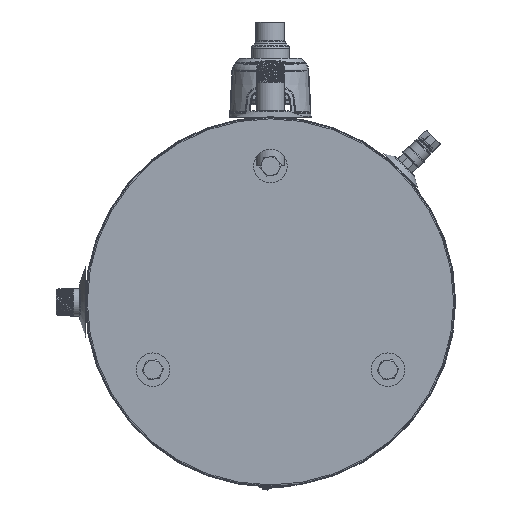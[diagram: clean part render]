
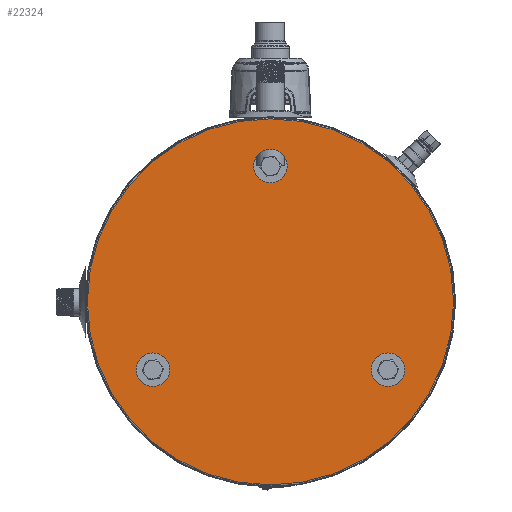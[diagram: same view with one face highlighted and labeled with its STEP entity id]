
A CAD part, front view. The second image highlights one B-rep face of the part: STEP entity #22324.
In plain terms, the highlighted planar face has unit normal (0, -1, 0).
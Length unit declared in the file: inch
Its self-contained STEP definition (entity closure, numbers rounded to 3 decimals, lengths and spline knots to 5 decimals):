
#2154 = DIRECTION ( 'NONE',  ( 0., 1., 0. ) ) ;
#3758 = CIRCLE ( 'NONE', #21611, 1. ) ;
#4151 = ORIENTED_EDGE ( 'NONE', *, *, #80195, .T. ) ;
#8415 = CARTESIAN_POINT ( 'NONE',  ( 0., 1.5325, 8.0829 ) ) ;
#8439 = CARTESIAN_POINT ( 'NONE',  ( 0., 1.5325, -10.905 ) ) ;
#16484 = EDGE_LOOP ( 'NONE', ( #24874 ) ) ;
#18833 = DIRECTION ( 'NONE',  ( 0., 1., 0. ) ) ;
#21611 = AXIS2_PLACEMENT_3D ( 'NONE', #116980, #2154, #53360 ) ;
#22143 = EDGE_LOOP ( 'NONE', ( #4151 ) ) ;
#22324 = ADVANCED_FACE ( 'NONE', ( #60919, #60240, #114120, #61605 ), #133738, .F. ) ;
#24874 = ORIENTED_EDGE ( 'NONE', *, *, #103068, .T. ) ;
#31423 = DIRECTION ( 'NONE',  ( 0., 1., 0. ) ) ;
#40344 = VERTEX_POINT ( 'NONE', #114544 ) ;
#44896 = EDGE_LOOP ( 'NONE', ( #130043 ) ) ;
#45547 = EDGE_LOOP ( 'NONE', ( #77520 ) ) ;
#53360 = DIRECTION ( 'NONE',  ( 0., 0., 1. ) ) ;
#53609 = AXIS2_PLACEMENT_3D ( 'NONE', #126632, #105005, #83329 ) ;
#56552 = CIRCLE ( 'NONE', #60878, 1. ) ;
#57650 = CIRCLE ( 'NONE', #135832, 10.905 ) ;
#60240 = FACE_BOUND ( 'NONE', #22143, .T. ) ;
#60878 = AXIS2_PLACEMENT_3D ( 'NONE', #8415, #18833, #137168 ) ;
#60919 = FACE_BOUND ( 'NONE', #45547, .T. ) ;
#61176 = VERTEX_POINT ( 'NONE', #103900 ) ;
#61605 = FACE_OUTER_BOUND ( 'NONE', #16484, .T. ) ;
#62129 = EDGE_CURVE ( 'NONE', #114691, #114691, #56552, .T. ) ;
#73522 = DIRECTION ( 'NONE',  ( 0., 0., 1. ) ) ;
#77520 = ORIENTED_EDGE ( 'NONE', *, *, #94153, .T. ) ;
#77914 = DIRECTION ( 'NONE',  ( 0., -1., 0. ) ) ;
#80195 = EDGE_CURVE ( 'NONE', #40344, #40344, #3758, .T. ) ;
#83329 = DIRECTION ( 'NONE',  ( 0., 0., 1. ) ) ;
#84037 = CARTESIAN_POINT ( 'NONE',  ( 0., 1.5325, 0. ) ) ;
#94153 = EDGE_CURVE ( 'NONE', #61176, #61176, #120578, .T. ) ;
#94592 = VERTEX_POINT ( 'NONE', #8439 ) ;
#101006 = CARTESIAN_POINT ( 'NONE',  ( 0., 1.5325, 0. ) ) ;
#103068 = EDGE_CURVE ( 'NONE', #94592, #94592, #57650, .T. ) ;
#103518 = CARTESIAN_POINT ( 'NONE',  ( 0., 1.5325, 9.0829 ) ) ;
#103900 = CARTESIAN_POINT ( 'NONE',  ( -7., 1.5325, -3.04145 ) ) ;
#105005 = DIRECTION ( 'NONE',  ( 0., 1., 0. ) ) ;
#109414 = DIRECTION ( 'NONE',  ( 0., 0., -1. ) ) ;
#114120 = FACE_BOUND ( 'NONE', #44896, .T. ) ;
#114544 = CARTESIAN_POINT ( 'NONE',  ( 7., 1.5325, -3.04145 ) ) ;
#114691 = VERTEX_POINT ( 'NONE', #103518 ) ;
#116980 = CARTESIAN_POINT ( 'NONE',  ( 7., 1.5325, -4.04145 ) ) ;
#120578 = CIRCLE ( 'NONE', #53609, 1. ) ;
#125643 = AXIS2_PLACEMENT_3D ( 'NONE', #84037, #31423, #73522 ) ;
#126632 = CARTESIAN_POINT ( 'NONE',  ( -7., 1.5325, -4.04145 ) ) ;
#130043 = ORIENTED_EDGE ( 'NONE', *, *, #62129, .T. ) ;
#133738 = PLANE ( 'NONE',  #125643 ) ;
#135832 = AXIS2_PLACEMENT_3D ( 'NONE', #101006, #77914, #109414 ) ;
#137168 = DIRECTION ( 'NONE',  ( 0., 0., 1. ) ) ;
